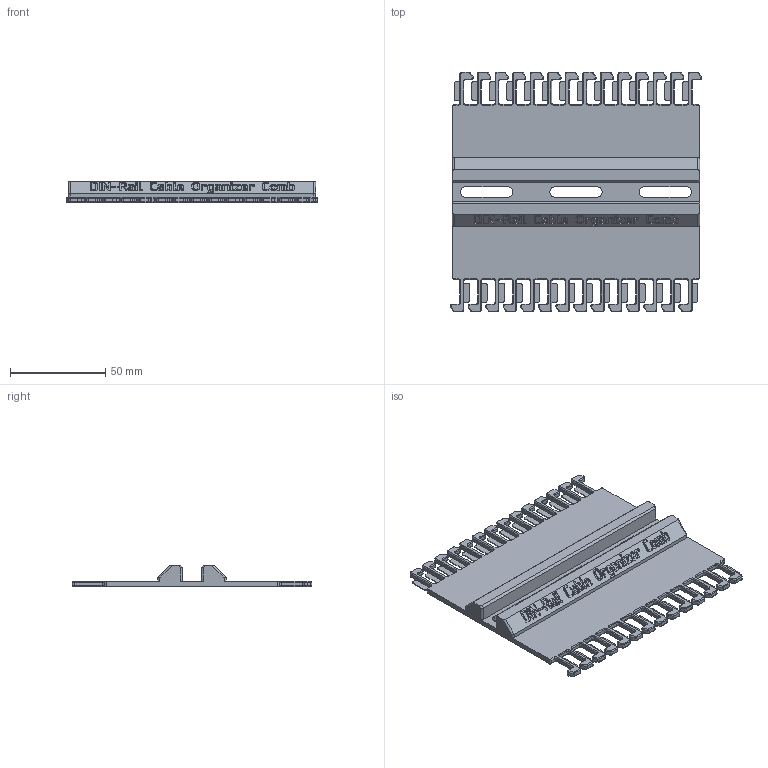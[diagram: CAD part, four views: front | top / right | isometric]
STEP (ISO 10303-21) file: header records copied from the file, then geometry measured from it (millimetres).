
FILE_DESCRIPTION(('FreeCAD Model'),'2;1');
FILE_NAME('Open CASCADE Shape Model','2023-10-25T00:24:09',(''),(''), 'Open CASCADE STEP processor 7.6','FreeCAD','Unknown');
FILE_SCHEMA(('AUTOMOTIVE_DESIGN { 1 0 10303 214 1 1 1 1 }'));
Length unit declared in the file: millimetre
Products named in the file (1): Comb
Bounding box: 132 x 126 x 11.4 mm (x, y, z)
Volume: 61793.3 mm3; surface area: 36213.5 mm2
Topology: 1 solids, 1 shells, 1889 faces, 4869 edges, 3022 vertices
Faces by surface type: plane 848, extrusion 455, cone 336, cylinder 250
Entity records: 57107 total; most frequent: CARTESIAN_POINT 12511, ORIENTED_EDGE 9738, DIRECTION 8120, EDGE_CURVE 4869, VECTOR 3578, LINE 3123, VERTEX_POINT 3022, AXIS2_PLACEMENT_3D 2271
